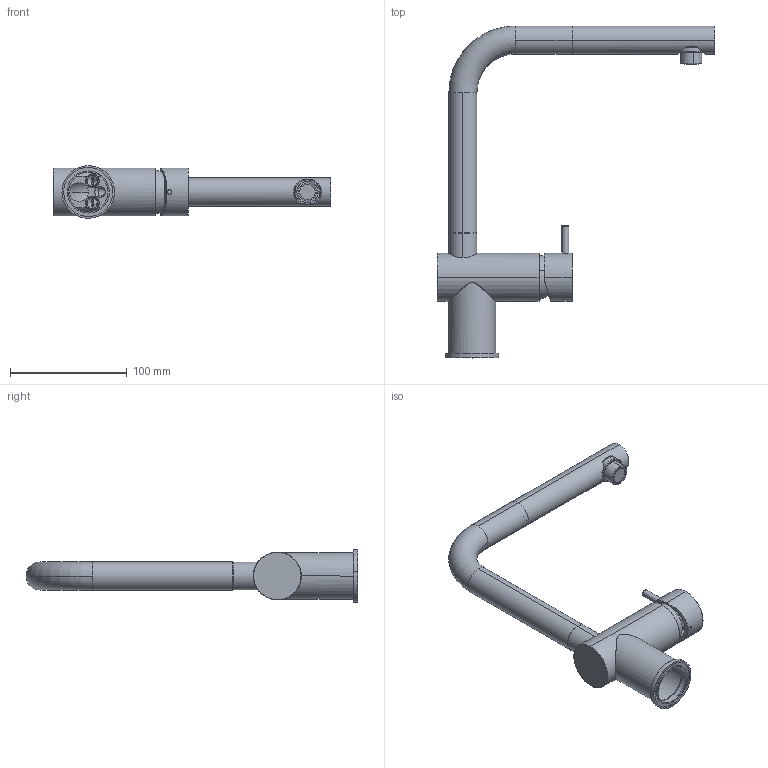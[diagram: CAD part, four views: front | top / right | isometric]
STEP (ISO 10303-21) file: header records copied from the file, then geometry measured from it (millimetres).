
FILE_DESCRIPTION (( 'STEP AP214' ), '1' );
FILE_NAME ('KTC.0009 3D.STEP', '2023-01-24T11:40:34', ( '' ), ( '' ), 'SwSTEP 2.0', 'SolidWorks 2022', '' );
FILE_SCHEMA (( 'AUTOMOTIVE_DESIGN' ));
Length unit declared in the file: millimetre
Products named in the file (14): KTC.0009 3D; 0186.002.00.STEP; Corpo barra._41SLDPRT.STEP; espelho _45.STEP; 0087.001.00.STEP; aumento superior.STEP; manipulo _41.STEP; 0186.001.00.STEP; tapa cartucho.STEP; Pomulo _6.STEP; KTC.0009.STEP; 011101101500.STEP; 3D_Perno _4.9.STEP; Casquilho aereador.STEP
Assembly tree (13 placements, depth 3):
  KTC.0009 3D
    KTC.0009.STEP
      Corpo barra._41SLDPRT.STEP
      espelho _45.STEP
      manipulo _41.STEP
      tapa cartucho.STEP
      3D_Perno _4.9.STEP
      Pomulo _6.STEP
      Casquilho aereador.STEP
      aumento superior.STEP
      0087.001.00.STEP
      0186.001.00.STEP
      0186.002.00.STEP
      011101101500.STEP
Bounding box: 237.5 x 284 x 45 mm (x, y, z)
Volume: 163578.2 mm3; surface area: 107275.6 mm2
Topology: 12 solids, 12 shells, 303 faces, 687 edges, 421 vertices
Faces by surface type: cylinder 138, plane 70, cone 64, torus 21, bspline 8, sphere 2
Entity records: 13840 total; most frequent: CARTESIAN_POINT 6330, DIRECTION 1580, ORIENTED_EDGE 1350, EDGE_CURVE 675, AXIS2_PLACEMENT_3D 672, VERTEX_POINT 421, CIRCLE 360, EDGE_LOOP 356
